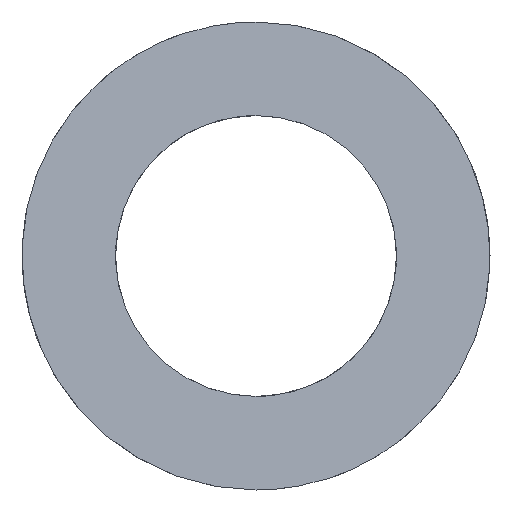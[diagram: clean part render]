
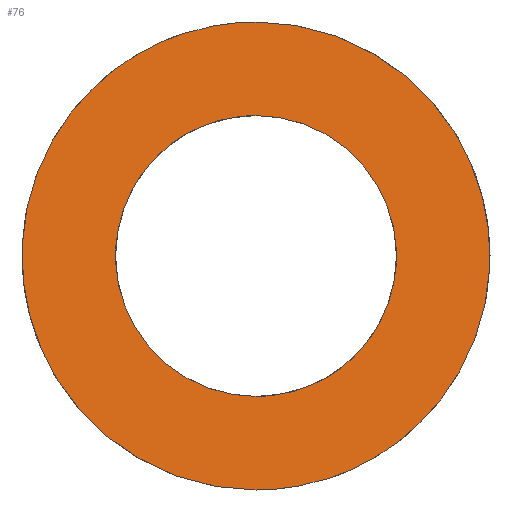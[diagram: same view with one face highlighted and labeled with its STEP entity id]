
A CAD part, front view. The second image highlights one B-rep face of the part: STEP entity #76.
In plain terms, the highlighted planar face has unit normal (0.383, -0.924, 0).
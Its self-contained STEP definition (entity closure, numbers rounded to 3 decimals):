
#4 = VERTEX_POINT ( 'NONE', #216 ) ;
#6 = FACE_OUTER_BOUND ( 'NONE', #143, .T. ) ;
#13 = EDGE_CURVE ( 'NONE', #4, #218, #52, .T. ) ;
#19 = FACE_BOUND ( 'NONE', #234, .T. ) ;
#23 = CARTESIAN_POINT ( 'NONE',  ( -18., 4.544, 9. ) ) ;
#27 = CARTESIAN_POINT ( 'NONE',  ( 0., 12., -15. ) ) ;
#32 = EDGE_CURVE ( 'NONE', #218, #4, #46, .T. ) ;
#39 = CARTESIAN_POINT ( 'NONE',  ( 0., 12., 15. ) ) ;
#41 = VERTEX_POINT ( 'NONE', #39 ) ;
#42 = CARTESIAN_POINT ( 'NONE',  ( 0., 12., 9. ) ) ;
#46 =( BOUNDED_CURVE ( )  B_SPLINE_CURVE ( 3, ( #166, #235, #23, #42 ),
 .UNSPECIFIED., .F., .T. ) 
 B_SPLINE_CURVE_WITH_KNOTS ( ( 4, 4 ),
 ( 1.571, 4.712 ),
 .UNSPECIFIED. ) 
 CURVE ( )  GEOMETRIC_REPRESENTATION_ITEM ( )  RATIONAL_B_SPLINE_CURVE ( ( 1., 0.333, 0.333, 1. ) ) 
 REPRESENTATION_ITEM ( '' )  );
#52 =( BOUNDED_CURVE ( )  B_SPLINE_CURVE ( 3, ( #149, #177, #219, #79 ),
 .UNSPECIFIED., .F., .T. ) 
 B_SPLINE_CURVE_WITH_KNOTS ( ( 4, 4 ),
 ( 4.712, 7.854 ),
 .UNSPECIFIED. ) 
 CURVE ( )  GEOMETRIC_REPRESENTATION_ITEM ( )  RATIONAL_B_SPLINE_CURVE ( ( 1., 0.333, 0.333, 1. ) ) 
 REPRESENTATION_ITEM ( '' )  );
#57 = ORIENTED_EDGE ( 'NONE', *, *, #165, .F. ) ;
#59 = ORIENTED_EDGE ( 'NONE', *, *, #32, .T. ) ;
#64 = CARTESIAN_POINT ( 'NONE',  ( -30., -0.426, -15. ) ) ;
#67 = CARTESIAN_POINT ( 'NONE',  ( 0., 12., -15. ) ) ;
#76 = ADVANCED_FACE ( 'NONE', ( #19, #6 ), #131, .F. ) ;
#79 = CARTESIAN_POINT ( 'NONE',  ( 0., 12., -9. ) ) ;
#81 = AXIS2_PLACEMENT_3D ( 'NONE', #185, #201, #156 ) ;
#84 = CARTESIAN_POINT ( 'NONE',  ( 0., 12., 15. ) ) ;
#108 = EDGE_CURVE ( 'NONE', #41, #184, #151, .T. ) ;
#131 = PLANE ( 'NONE',  #81 ) ;
#134 = CARTESIAN_POINT ( 'NONE',  ( 0., 12., -9. ) ) ;
#143 = EDGE_LOOP ( 'NONE', ( #57, #213 ) ) ;
#149 = CARTESIAN_POINT ( 'NONE',  ( 0., 12., 9. ) ) ;
#151 =( BOUNDED_CURVE ( )  B_SPLINE_CURVE ( 3, ( #84, #224, #169, #27 ),
 .UNSPECIFIED., .F., .T. ) 
 B_SPLINE_CURVE_WITH_KNOTS ( ( 4, 4 ),
 ( 1.571, 4.712 ),
 .UNSPECIFIED. ) 
 CURVE ( )  GEOMETRIC_REPRESENTATION_ITEM ( )  RATIONAL_B_SPLINE_CURVE ( ( 1., 0.333, 0.333, 1. ) ) 
 REPRESENTATION_ITEM ( '' )  );
#152 = CARTESIAN_POINT ( 'NONE',  ( 0., 12., 15. ) ) ;
#156 = DIRECTION ( 'NONE',  ( -0.924, -0.383, 0. ) ) ;
#165 = EDGE_CURVE ( 'NONE', #184, #41, #183, .T. ) ;
#166 = CARTESIAN_POINT ( 'NONE',  ( 0., 12., -9. ) ) ;
#169 = CARTESIAN_POINT ( 'NONE',  ( 30., 24.426, -15. ) ) ;
#170 = CARTESIAN_POINT ( 'NONE',  ( 0., 12., -15. ) ) ;
#177 = CARTESIAN_POINT ( 'NONE',  ( 18., 19.456, 9. ) ) ;
#183 =( BOUNDED_CURVE ( )  B_SPLINE_CURVE ( 3, ( #170, #64, #241, #152 ),
 .UNSPECIFIED., .F., .T. ) 
 B_SPLINE_CURVE_WITH_KNOTS ( ( 4, 4 ),
 ( 4.712, 7.854 ),
 .UNSPECIFIED. ) 
 CURVE ( )  GEOMETRIC_REPRESENTATION_ITEM ( )  RATIONAL_B_SPLINE_CURVE ( ( 1., 0.333, 0.333, 1. ) ) 
 REPRESENTATION_ITEM ( '' )  );
#184 = VERTEX_POINT ( 'NONE', #67 ) ;
#185 = CARTESIAN_POINT ( 'NONE',  ( -15., 5.787, -16.5 ) ) ;
#198 = ORIENTED_EDGE ( 'NONE', *, *, #13, .T. ) ;
#201 = DIRECTION ( 'NONE',  ( -0.383, 0.924, 0. ) ) ;
#213 = ORIENTED_EDGE ( 'NONE', *, *, #108, .F. ) ;
#216 = CARTESIAN_POINT ( 'NONE',  ( 0., 12., 9. ) ) ;
#218 = VERTEX_POINT ( 'NONE', #134 ) ;
#219 = CARTESIAN_POINT ( 'NONE',  ( 18., 19.456, -9. ) ) ;
#224 = CARTESIAN_POINT ( 'NONE',  ( 30., 24.426, 15. ) ) ;
#234 = EDGE_LOOP ( 'NONE', ( #198, #59 ) ) ;
#235 = CARTESIAN_POINT ( 'NONE',  ( -18., 4.544, -9. ) ) ;
#241 = CARTESIAN_POINT ( 'NONE',  ( -30., -0.426, 15. ) ) ;
